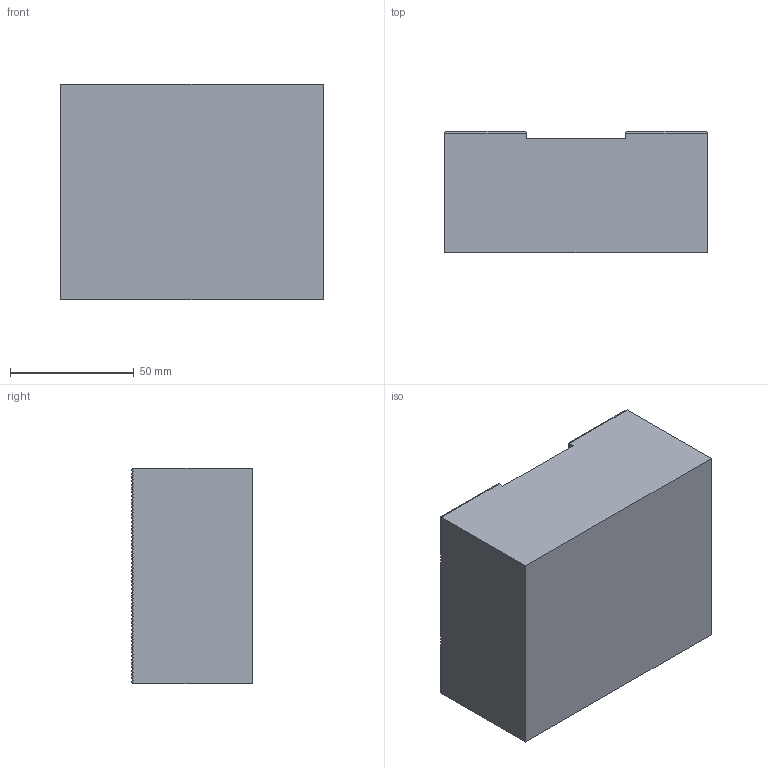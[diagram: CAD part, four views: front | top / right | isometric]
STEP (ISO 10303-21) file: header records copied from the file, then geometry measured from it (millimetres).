
FILE_DESCRIPTION(/* description */ (''),/* implementation_level */ '2;1');
FILE_NAME(/* name */ 'MT-CFB 200.stp',/* time_stamp */ '2019-11-22T15:17:42+01:00',/* author */ ('Emilio'),/* organization */ (''),/* preprocessor_version */ 'ST-DEVELOPER v17',/* originating_system */ 'Autodesk Inventor 2019',/* authorisation */ '');
FILE_SCHEMA (('AUTOMOTIVE_DESIGN { 1 0 10303 214 3 1 1 }'));
Length unit declared in the file: millimetre
Products named in the file (1): MT-CFB 200
Bounding box: 106 x 48.8 x 87 mm (x, y, z)
Volume: 437979.5 mm3; surface area: 41031.7 mm2
Topology: 1 solids, 1 shells, 1220 faces, 3522 edges, 2304 vertices
Faces by surface type: plane 1132, cylinder 88
Entity records: 39252 total; most frequent: CARTESIAN_POINT 7047, ORIENTED_EDGE 7044, DIRECTION 6140, EDGE_CURVE 3522, LINE 3346, VECTOR 3346, VERTEX_POINT 2304, AXIS2_PLACEMENT_3D 1397
